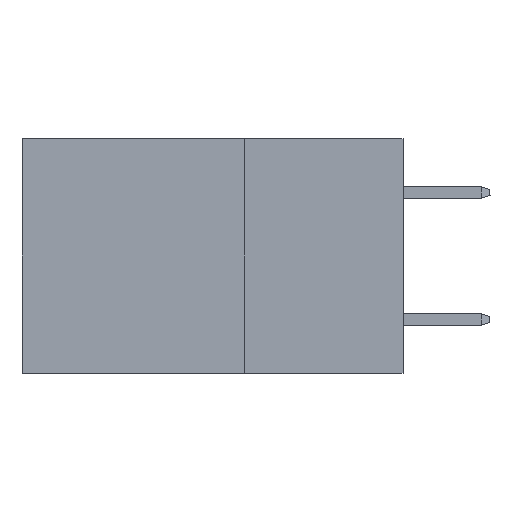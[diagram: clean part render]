
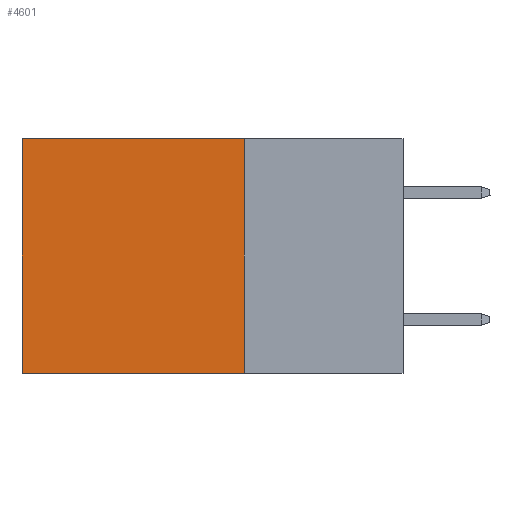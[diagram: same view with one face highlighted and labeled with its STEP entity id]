
A CAD part, left-side view. The second image highlights one B-rep face of the part: STEP entity #4601.
In plain terms, the highlighted planar face has unit normal (-1, 0, 0).
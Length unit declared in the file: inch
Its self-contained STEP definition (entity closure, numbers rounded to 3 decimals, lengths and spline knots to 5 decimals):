
#71 = VERTEX_POINT ( 'NONE', #7542 ) ;
#773 = ORIENTED_EDGE ( 'NONE', *, *, #4100, .T. ) ;
#822 = AXIS2_PLACEMENT_3D ( 'NONE', #29751, #8201, #14799 ) ;
#975 = CARTESIAN_POINT ( 'NONE',  ( 0.2875, 0.6, 0. ) ) ;
#1133 = DIRECTION ( 'NONE',  ( 0., 0., -1. ) ) ;
#2135 = DIRECTION ( 'NONE',  ( 0., 0., -1. ) ) ;
#2731 = CARTESIAN_POINT ( 'NONE',  ( 0.2875, 0.6, -0.37 ) ) ;
#2811 = VECTOR ( 'NONE', #2135, 39.37008 ) ;
#2865 = CARTESIAN_POINT ( 'NONE',  ( 0.2875, 0.25, 0. ) ) ;
#2867 = EDGE_CURVE ( 'NONE', #10094, #11472, #18094, .T. ) ;
#3300 = FACE_OUTER_BOUND ( 'NONE', #3757, .T. ) ;
#3757 = EDGE_LOOP ( 'NONE', ( #773, #15790, #6690, #14699 ) ) ;
#4040 = VERTEX_POINT ( 'NONE', #28540 ) ;
#4100 = EDGE_CURVE ( 'NONE', #4040, #11472, #10279, .T. ) ;
#4238 = EDGE_CURVE ( 'NONE', #71, #4040, #20188, .T. ) ;
#4503 = LINE ( 'NONE', #6306, #2811 ) ;
#4601 = ADVANCED_FACE ( 'NONE', ( #3300 ), #15267, .F. ) ;
#4799 = EDGE_CURVE ( 'NONE', #71, #10094, #4503, .T. ) ;
#6306 = CARTESIAN_POINT ( 'NONE',  ( 0.2875, 0.25, 0. ) ) ;
#6690 = ORIENTED_EDGE ( 'NONE', *, *, #4799, .F. ) ;
#7542 = CARTESIAN_POINT ( 'NONE',  ( 0.2875, 0.25, 0. ) ) ;
#8201 = DIRECTION ( 'NONE',  ( 1., 0., 0. ) ) ;
#8667 = CARTESIAN_POINT ( 'NONE',  ( 0.2875, 0.25, -0.37 ) ) ;
#10094 = VERTEX_POINT ( 'NONE', #21792 ) ;
#10279 = LINE ( 'NONE', #975, #13884 ) ;
#11472 = VERTEX_POINT ( 'NONE', #2731 ) ;
#13884 = VECTOR ( 'NONE', #1133, 39.37008 ) ;
#14699 = ORIENTED_EDGE ( 'NONE', *, *, #4238, .T. ) ;
#14799 = DIRECTION ( 'NONE',  ( 0., 0., -1. ) ) ;
#15267 = PLANE ( 'NONE',  #822 ) ;
#15790 = ORIENTED_EDGE ( 'NONE', *, *, #2867, .F. ) ;
#18094 = LINE ( 'NONE', #8667, #23374 ) ;
#20188 = LINE ( 'NONE', #2865, #30955 ) ;
#21792 = CARTESIAN_POINT ( 'NONE',  ( 0.2875, 0.25, -0.37 ) ) ;
#22084 = DIRECTION ( 'NONE',  ( 0., 1., 0. ) ) ;
#23374 = VECTOR ( 'NONE', #27374, 39.37008 ) ;
#27374 = DIRECTION ( 'NONE',  ( 0., 1., 0. ) ) ;
#28540 = CARTESIAN_POINT ( 'NONE',  ( 0.2875, 0.6, 0. ) ) ;
#29751 = CARTESIAN_POINT ( 'NONE',  ( 0.2875, 0.25, 0. ) ) ;
#30955 = VECTOR ( 'NONE', #22084, 39.37008 ) ;
